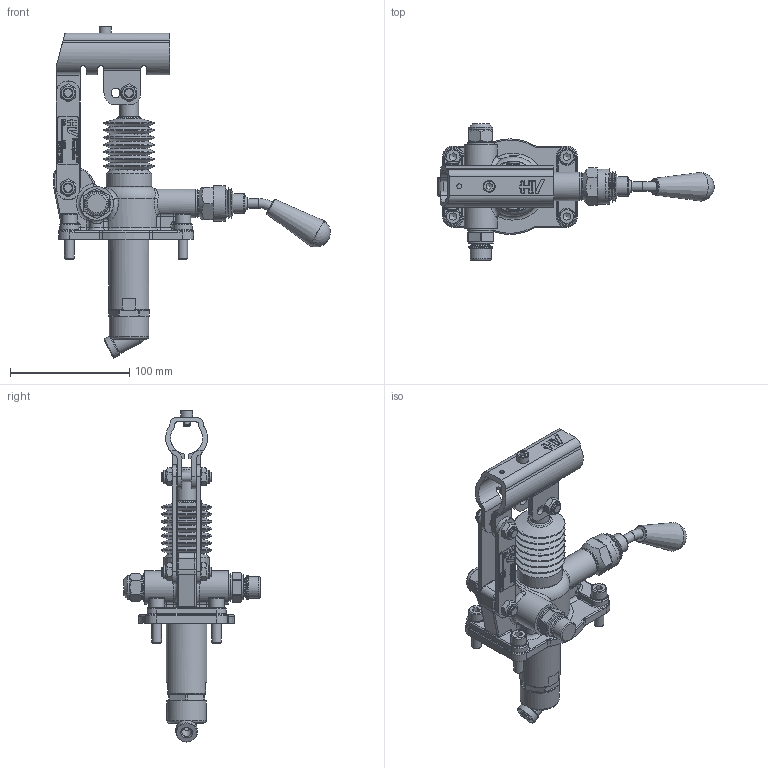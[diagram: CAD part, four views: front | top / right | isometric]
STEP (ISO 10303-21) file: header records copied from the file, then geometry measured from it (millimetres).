
FILE_DESCRIPTION((''),'2;1');
FILE_NAME('PM 25 byB-m-s (HV) STEP.stp','2014-08-04T15:30:07',('Christian'),(''),'Autodesk Inventor 2013','Autodesk Inventor 2013','');
FILE_SCHEMA(('AUTOMOTIVE_DESIGN { 1 0 10303 214 1 1 1 1 }'));
Length unit declared in the file: millimetre
Products named in the file (1): 6051.0121.00.50 Derivazione 2
Bounding box: 231.42 x 114 x 277.85 mm (x, y, z)
Volume: 114.9 mm3; surface area: 146038.7 mm2
Topology: 4 solids, 9 shells, 1488 faces, 3679 edges, 2295 vertices
Faces by surface type: plane 678, cylinder 313, bspline 192, cone 157, torus 132, sphere 16
Full cylindrical faces by diameter (mm): 4 x2, 5 x2, 6 x1, 8 x24, 8.5 x1, 9 x1, 10 x3, 10.5 x1, 11.05 x6, 12 x4, 13 x4, 13.468 x1, 14 x4, 16 x2, 16.468 x1, 16.6 x2, 17 x2, 18 x3, 20 x3, 21 x3, 22 x2, 23 x3, 24 x1, 25 x2, 28 x2, 29 x2, 29.5 x1, 33 x1, 34 x1, 38.004 x1
Entity records: 46993 total; most frequent: CARTESIAN_POINT 12196, ORIENTED_EDGE 6832, DIRECTION 6430, EDGE_CURVE 3416, AXIS2_PLACEMENT_3D 2339, VERTEX_POINT 2270, EDGE_LOOP 1922, VECTOR 1752
